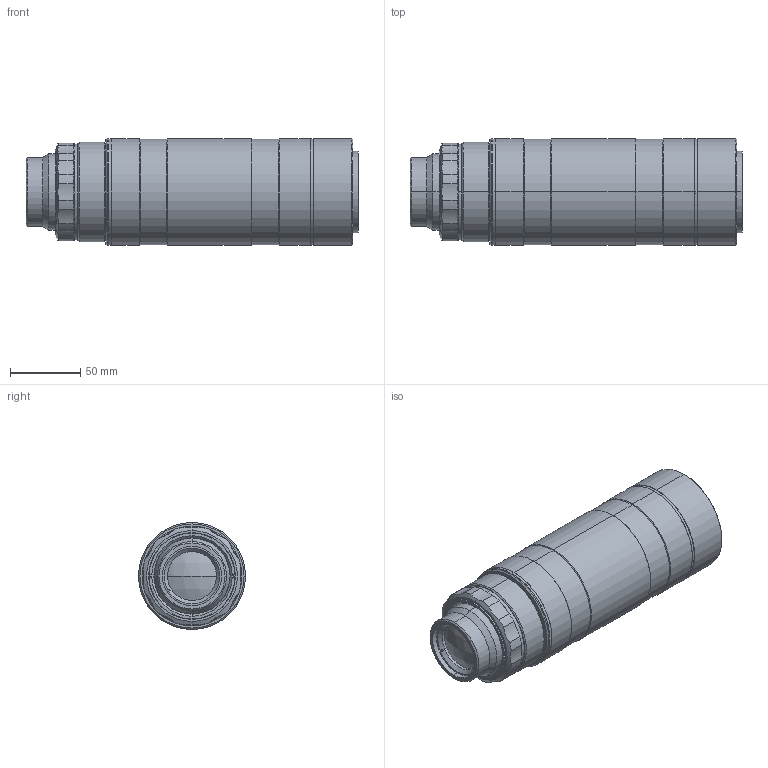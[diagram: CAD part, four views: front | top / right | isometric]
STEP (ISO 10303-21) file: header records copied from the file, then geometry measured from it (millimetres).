
FILE_DESCRIPTION (( 'STEP AP203' ), '1' );
FILE_NAME ('DP29259-B_MC12K150X-K.step', '2021-12-23T12:04:54', ( '' ), ( '' ), 'SwSTEP 2.0', 'SolidWorks 2021', '' );
FILE_SCHEMA (( 'CONFIG_CONTROL_DESIGN' ));
Length unit declared in the file: millimetre
Products named in the file (1): DP29259-B_MC12K150X-K
Bounding box: 235.88 x 76 x 76 mm (x, y, z)
Surface area: 107941.5 mm2 (no closed solid volume)
Topology: 0 solids, 14 shells, 135 faces, 351 edges, 231 vertices
Faces by surface type: cylinder 73, cone 32, plane 28, sphere 2
Entity records: 4570 total; most frequent: CARTESIAN_POINT 1140, DIRECTION 755, ORIENTED_EDGE 621, EDGE_CURVE 351, AXIS2_PLACEMENT_3D 310, VERTEX_POINT 231, CIRCLE 174, EDGE_LOOP 156
